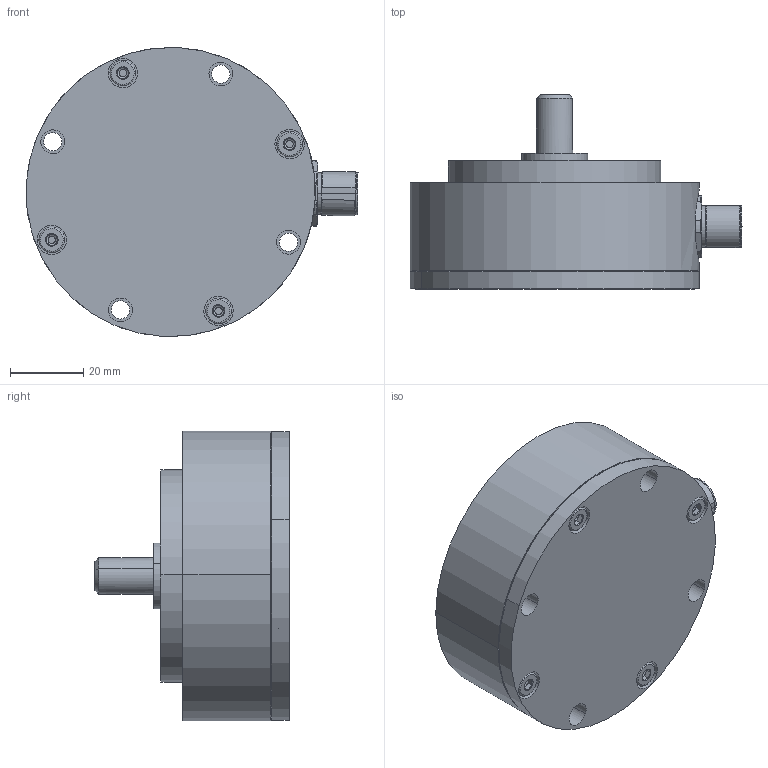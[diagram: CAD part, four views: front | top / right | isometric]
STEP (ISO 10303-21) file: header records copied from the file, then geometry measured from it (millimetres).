
FILE_DESCRIPTION (( 'STEP AP214' ), '1' );
FILE_NAME ('IPX-7913-_ _ _-_ _ _-551.STEP', '2017-09-14T08:57:32', ( 'dummy' ), ( 'Microsoft' ), 'SwSTEP 2.0', 'SolidWorks 2014', '' );
FILE_SCHEMA (( 'AUTOMOTIVE_DESIGN' ));
Length unit declared in the file: millimetre
Products named in the file (1): IPX-7913-_ _ _-_ _ _-551
Bounding box: 90.65 x 53 x 79 mm (x, y, z)
Surface area: 24754.3 mm2 (no closed solid volume)
Topology: 0 solids, 14 shells, 215 faces, 555 edges, 341 vertices
Faces by surface type: cylinder 75, plane 64, cone 60, torus 16
Entity records: 9158 total; most frequent: CARTESIAN_POINT 1484, DIRECTION 1223, ORIENTED_EDGE 958, EDGE_CURVE 553, AXIS2_PLACEMENT_3D 512, VERTEX_POINT 341, CIRCLE 296, EDGE_LOOP 250
